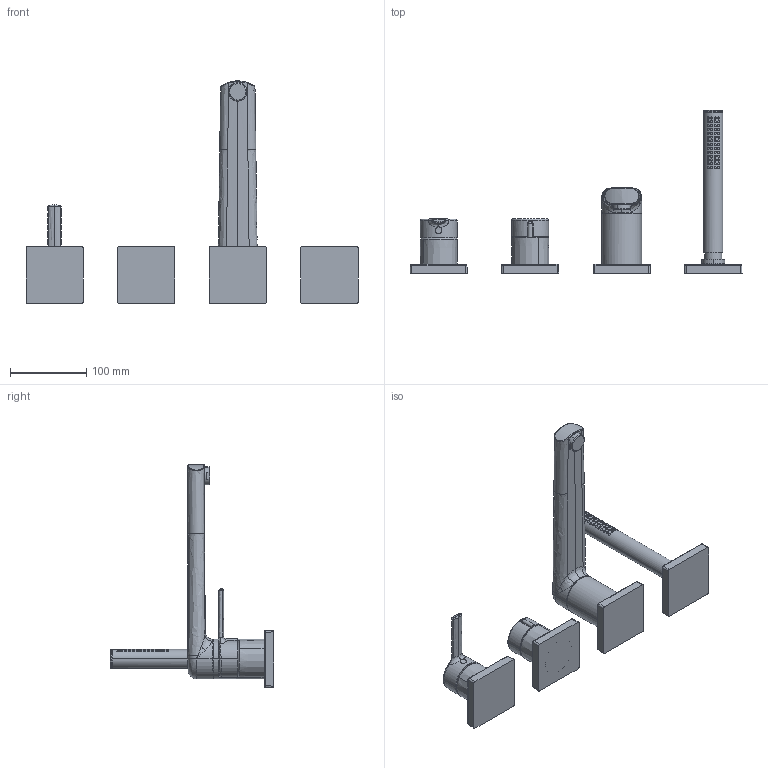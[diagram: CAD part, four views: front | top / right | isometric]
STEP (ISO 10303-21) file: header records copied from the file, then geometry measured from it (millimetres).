
FILE_DESCRIPTION (( 'STEP AP203' ), '1' );
FILE_NAME ('03402483.STEP', '2020-04-08T11:47:56', ( '' ), ( '' ), 'SwSTEP 2.0', 'SolidWorks 2016', '' );
FILE_SCHEMA (( 'CONFIG_CONTROL_DESIGN' ));
Length unit declared in the file: millimetre
Products named in the file (1): 03402483
Bounding box: 435 x 213.8 x 292.47 mm (x, y, z)
Volume: 1041186.6 mm3; surface area: 173758.8 mm2
Topology: 13 solids, 14 shells, 290 faces, 654 edges, 444 vertices
Faces by surface type: bspline 155, cylinder 58, plane 50, torus 14, cone 10, sphere 3
Entity records: 26620 total; most frequent: CARTESIAN_POINT 21280, ORIENTED_EDGE 1246, DIRECTION 687, EDGE_CURVE 623, VERTEX_POINT 426, EDGE_LOOP 347, B_SPLINE_CURVE_WITH_KNOTS 326, ADVANCED_FACE 286
